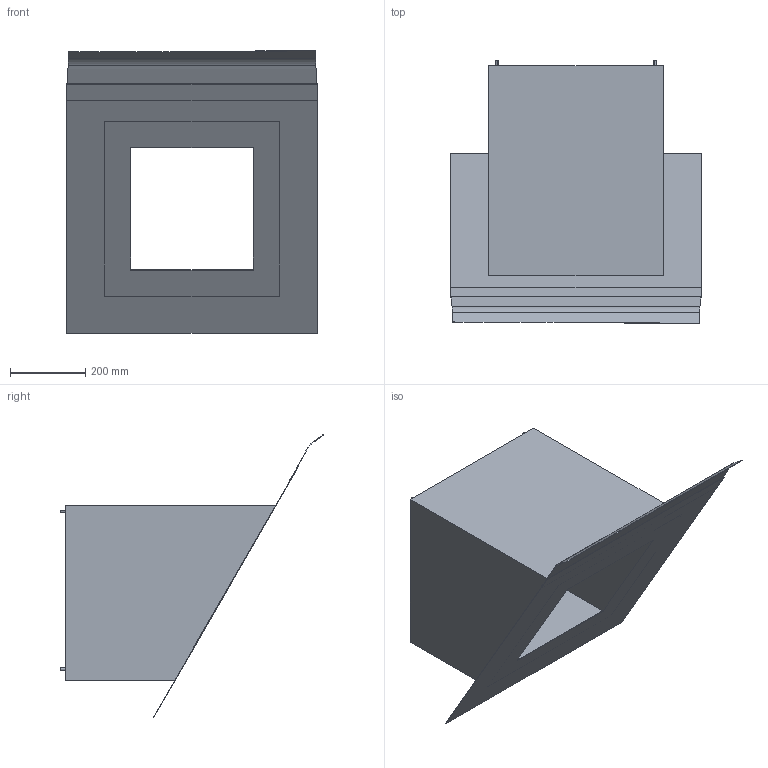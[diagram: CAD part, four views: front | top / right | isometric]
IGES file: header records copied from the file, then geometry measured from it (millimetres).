
Start section: SolidWorks IGES file using analytic representation for surfaces
Global section: file name: SDS 18.igs; native system: SolidWorks 2009; preprocessor: SolidWorks 2009; author: WS-KO; date: 091124.143811; units: millimetre
Bounding box: 665.41 x 701.68 x 752.47 mm (x, y, z)
Surface area: 2252913.4 mm2 (no closed solid volume)
Topology: 0 solids, 0 shells, 58 faces, 492 edges, 492 vertices
Faces by surface type: revolution 31, bspline 27
